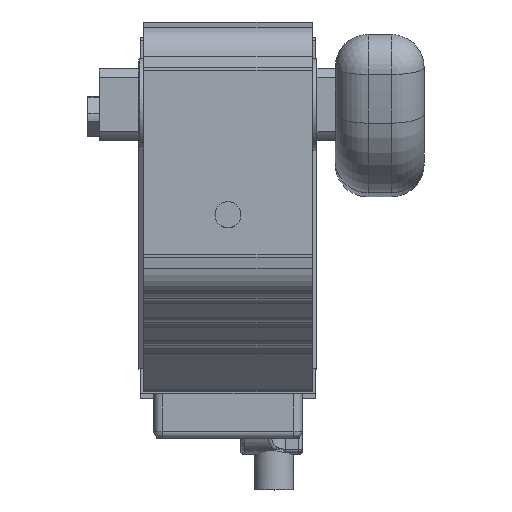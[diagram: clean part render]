
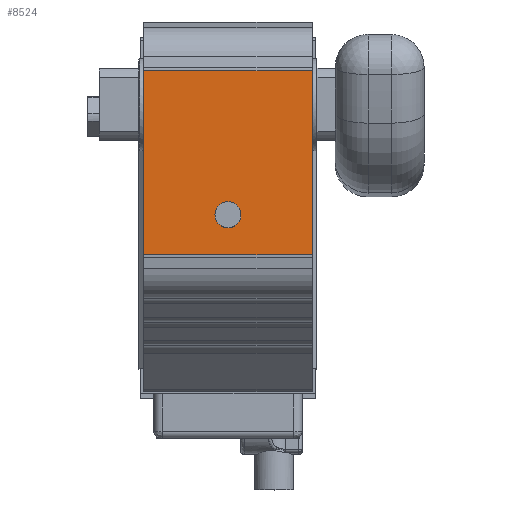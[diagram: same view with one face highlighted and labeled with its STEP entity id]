
A CAD part, top view. The second image highlights one B-rep face of the part: STEP entity #8524.
In plain terms, the highlighted planar face has unit normal (0, 0, 1).
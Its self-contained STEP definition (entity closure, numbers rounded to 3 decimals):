
#225=FACE_BOUND('',#1665,.T.);
#226=FACE_BOUND('',#1666,.T.);
#563=CIRCLE('',#8961,3.95);
#1665=EDGE_LOOP('',(#6939));
#1666=EDGE_LOOP('',(#6940,#6941,#6942,#6943));
#2364=LINE('',#13731,#3111);
#2375=LINE('',#13770,#3122);
#2389=LINE('',#13807,#3136);
#2390=LINE('',#13809,#3137);
#3111=VECTOR('',#11082,55.879);
#3122=VECTOR('',#11115,55.879);
#3136=VECTOR('',#11163,51.);
#3137=VECTOR('',#11166,51.);
#3735=VERTEX_POINT('',#12998);
#3956=VERTEX_POINT('',#13686);
#3977=VERTEX_POINT('',#13729);
#3993=VERTEX_POINT('',#13767);
#3994=VERTEX_POINT('',#13769);
#4659=EDGE_CURVE('',#3735,#3735,#563,.T.);
#5001=EDGE_CURVE('',#3956,#3977,#2364,.T.);
#5020=EDGE_CURVE('',#3994,#3993,#2375,.T.);
#5038=EDGE_CURVE('',#3956,#3993,#2389,.T.);
#5039=EDGE_CURVE('',#3977,#3994,#2390,.T.);
#6939=ORIENTED_EDGE('',*,*,#4659,.T.);
#6940=ORIENTED_EDGE('',*,*,#5001,.T.);
#6941=ORIENTED_EDGE('',*,*,#5039,.T.);
#6942=ORIENTED_EDGE('',*,*,#5020,.T.);
#6943=ORIENTED_EDGE('',*,*,#5038,.F.);
#8148=PLANE('',#9292);
#8524=ADVANCED_FACE('',(#225,#226),#8148,.T.);
#8961=AXIS2_PLACEMENT_3D('',#12999,#10290,#10291);
#9292=AXIS2_PLACEMENT_3D('',#13810,#11167,#11168);
#10290=DIRECTION('center_axis',(0.,0.,-1.));
#10291=DIRECTION('ref_axis',(-1.,0.,0.));
#11082=DIRECTION('',(0.,1.,0.));
#11115=DIRECTION('',(0.,-1.,0.));
#11163=DIRECTION('',(-1.,0.,0.));
#11166=DIRECTION('',(-1.,0.,0.));
#11167=DIRECTION('center_axis',(0.,0.,1.));
#11168=DIRECTION('ref_axis',(0.,-1.,0.));
#12998=CARTESIAN_POINT('',(3.95,-33.5,58.5));
#12999=CARTESIAN_POINT('Origin',(0.,-33.5,58.5));
#13686=CARTESIAN_POINT('',(25.5,-45.689,58.5));
#13729=CARTESIAN_POINT('',(25.5,10.189,58.5));
#13731=CARTESIAN_POINT('',(25.5,5.095,58.5));
#13767=CARTESIAN_POINT('',(-25.5,-45.689,58.5));
#13769=CARTESIAN_POINT('',(-25.5,10.189,58.5));
#13770=CARTESIAN_POINT('',(-25.5,5.095,58.5));
#13807=CARTESIAN_POINT('',(0.,-45.689,58.5));
#13809=CARTESIAN_POINT('',(0.,10.189,58.5));
#13810=CARTESIAN_POINT('Origin',(0.,10.189,58.5));
